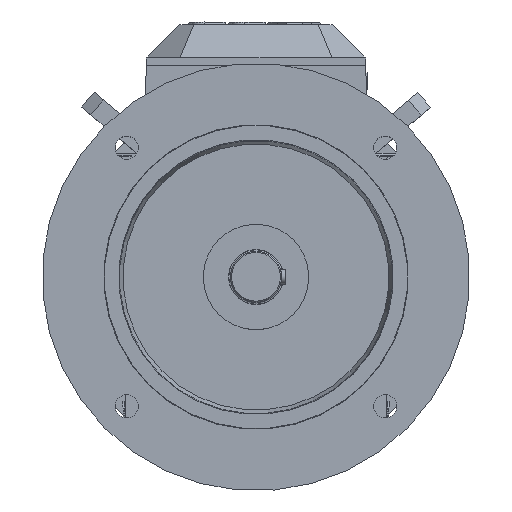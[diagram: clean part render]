
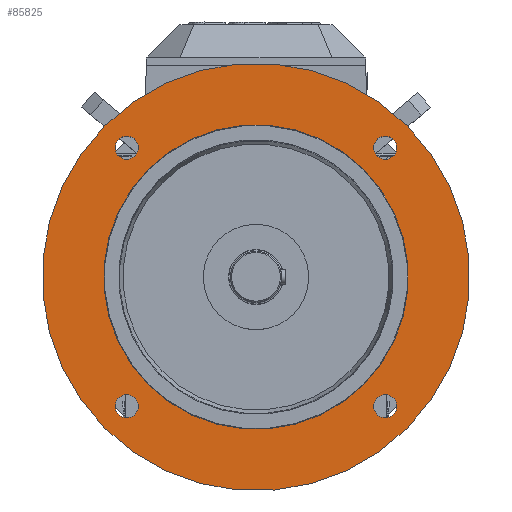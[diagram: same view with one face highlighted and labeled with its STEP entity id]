
A CAD part, top view. The second image highlights one B-rep face of the part: STEP entity #85825.
In plain terms, the highlighted planar face has unit normal (0, 0, 1).
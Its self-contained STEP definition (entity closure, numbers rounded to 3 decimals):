
#85687=CARTESIAN_POINT('',(88.39,88.388,79.));
#85688=VERTEX_POINT('',#85687);
#85689=CARTESIAN_POINT('',(0.001,0.,79.));
#85690=DIRECTION('',(0.0,0.0,-1.0));
#85691=DIRECTION('',(0.191,0.982,0.0));
#85692=AXIS2_PLACEMENT_3D('',#85689,#85690,#85691);
#85693=CIRCLE('',#85692,125.);
#85694=EDGE_CURVE('',#85688,#85688,#85693,.T.);
#85718=CARTESIAN_POINT('',(115.567,106.066,79.));
#85719=VERTEX_POINT('',#85718);
#85720=CARTESIAN_POINT('',(106.067,106.066,79.));
#85721=DIRECTION('',(0.0,0.0,-1.));
#85722=DIRECTION('',(0.829,0.559,0.0));
#85723=AXIS2_PLACEMENT_3D('',#85720,#85721,#85722);
#85724=CIRCLE('',#85723,9.5);
#85725=EDGE_CURVE('',#85719,#85719,#85724,.T.);
#85735=CARTESIAN_POINT('',(-106.065,115.566,79.));
#85736=VERTEX_POINT('',#85735);
#85737=CARTESIAN_POINT('',(-106.065,106.066,79.));
#85738=DIRECTION('',(0.0,0.0,-1.0));
#85739=DIRECTION('',(-0.559,0.829,0.0));
#85740=AXIS2_PLACEMENT_3D('',#85737,#85738,#85739);
#85741=CIRCLE('',#85740,9.5);
#85742=EDGE_CURVE('',#85736,#85736,#85741,.T.);
#85763=CARTESIAN_POINT('',(-115.565,-106.066,79.));
#85764=VERTEX_POINT('',#85763);
#85765=CARTESIAN_POINT('',(-106.065,-106.066,79.));
#85766=DIRECTION('',(0.0,0.0,-1.0));
#85767=DIRECTION('',(-0.829,-0.559,0.0));
#85768=AXIS2_PLACEMENT_3D('',#85765,#85766,#85767);
#85769=CIRCLE('',#85768,9.5);
#85770=EDGE_CURVE('',#85764,#85764,#85769,.T.);
#85786=CARTESIAN_POINT('',(0.001,-193.076,79.));
#85787=DIRECTION('',(0.0,0.0,1.0));
#85788=DIRECTION('',(1.0,0.0,0.0));
#85789=AXIS2_PLACEMENT_3D('',#85786,#85787,#85788);
#85790=PLANE('',#85789);
#85791=CARTESIAN_POINT('',(124.116,124.114,79.));
#85792=VERTEX_POINT('',#85791);
#85793=CARTESIAN_POINT('',(0.001,0.,79.));
#85794=DIRECTION('',(0.0,0.0,-1.));
#85795=DIRECTION('',(0.191,0.982,0.0));
#85796=AXIS2_PLACEMENT_3D('',#85793,#85794,#85795);
#85797=CIRCLE('',#85796,175.524);
#85798=EDGE_CURVE('',#85792,#85792,#85797,.T.);
#85799=ORIENTED_EDGE('',*,*,#85798,.F.);
#85800=EDGE_LOOP('',(#85799));
#85801=FACE_OUTER_BOUND('',#85800,.T.);
#85802=CARTESIAN_POINT('',(106.067,-115.566,79.));
#85803=VERTEX_POINT('',#85802);
#85804=CARTESIAN_POINT('',(106.067,-106.066,79.));
#85805=DIRECTION('',(0.0,0.0,-1.0));
#85806=DIRECTION('',(0.559,-0.829,0.0));
#85807=AXIS2_PLACEMENT_3D('',#85804,#85805,#85806);
#85808=CIRCLE('',#85807,9.5);
#85809=EDGE_CURVE('',#85803,#85803,#85808,.T.);
#85810=ORIENTED_EDGE('',*,*,#85809,.T.);
#85811=EDGE_LOOP('',(#85810));
#85812=FACE_BOUND('',#85811,.T.);
#85813=ORIENTED_EDGE('',*,*,#85770,.T.);
#85814=EDGE_LOOP('',(#85813));
#85815=FACE_BOUND('',#85814,.T.);
#85816=ORIENTED_EDGE('',*,*,#85742,.T.);
#85817=EDGE_LOOP('',(#85816));
#85818=FACE_BOUND('',#85817,.T.);
#85819=ORIENTED_EDGE('',*,*,#85725,.T.);
#85820=EDGE_LOOP('',(#85819));
#85821=FACE_BOUND('',#85820,.T.);
#85822=ORIENTED_EDGE('',*,*,#85694,.T.);
#85823=EDGE_LOOP('',(#85822));
#85824=FACE_BOUND('',#85823,.T.);
#85825=ADVANCED_FACE('',(#85801,#85812,#85815,#85818,#85821,#85824),#85790,.T.);
